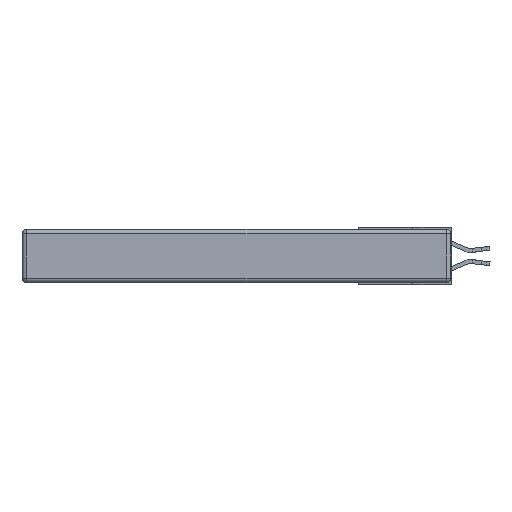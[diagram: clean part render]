
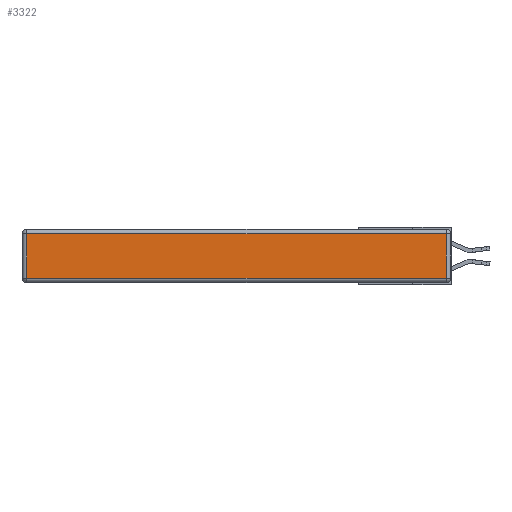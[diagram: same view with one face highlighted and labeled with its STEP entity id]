
A CAD part, left-side view. The second image highlights one B-rep face of the part: STEP entity #3322.
In plain terms, the highlighted planar face has unit normal (-1, 0, 0).
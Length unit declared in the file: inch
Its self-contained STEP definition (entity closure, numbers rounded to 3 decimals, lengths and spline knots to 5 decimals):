
#314 = EDGE_LOOP ( 'NONE', ( #11552, #1942, #460, #13315 ) ) ;
#460 = ORIENTED_EDGE ( 'NONE', *, *, #9743, .T. ) ;
#551 = DIRECTION ( 'NONE',  ( 0., 0., 1. ) ) ;
#1173 = EDGE_CURVE ( 'NONE', #3273, #8661, #14025, .T. ) ;
#1934 = PLANE ( 'NONE',  #15944 ) ;
#1942 = ORIENTED_EDGE ( 'NONE', *, *, #16630, .T. ) ;
#2724 = LINE ( 'NONE', #16411, #12080 ) ;
#2958 = CARTESIAN_POINT ( 'NONE',  ( 0., 2.72, -0.03 ) ) ;
#3273 = VERTEX_POINT ( 'NONE', #14930 ) ;
#3322 = ADVANCED_FACE ( 'NONE', ( #3417 ), #1934, .T. ) ;
#3417 = FACE_OUTER_BOUND ( 'NONE', #314, .T. ) ;
#7004 = CARTESIAN_POINT ( 'NONE',  ( 0., 0.03, -0.313 ) ) ;
#7759 = DIRECTION ( 'NONE',  ( 0., 1., 0. ) ) ;
#7830 = VECTOR ( 'NONE', #17369, 39.37008 ) ;
#8661 = VERTEX_POINT ( 'NONE', #7004 ) ;
#9074 = CARTESIAN_POINT ( 'NONE',  ( 0., 0.03, -0.03 ) ) ;
#9251 = DIRECTION ( 'NONE',  ( 0., 0., 1. ) ) ;
#9743 = EDGE_CURVE ( 'NONE', #17582, #14497, #2724, .T. ) ;
#10614 = CARTESIAN_POINT ( 'NONE',  ( 0., 0., -0.343 ) ) ;
#10707 = DIRECTION ( 'NONE',  ( 0., -1., 0. ) ) ;
#11552 = ORIENTED_EDGE ( 'NONE', *, *, #1173, .T. ) ;
#12080 = VECTOR ( 'NONE', #7759, 39.37008 ) ;
#12633 = VECTOR ( 'NONE', #10707, 39.37008 ) ;
#13109 = LINE ( 'NONE', #14322, #7830 ) ;
#13315 = ORIENTED_EDGE ( 'NONE', *, *, #14140, .T. ) ;
#13668 = CARTESIAN_POINT ( 'NONE',  ( 0., 0.03, -0.343 ) ) ;
#14025 = LINE ( 'NONE', #18004, #12633 ) ;
#14140 = EDGE_CURVE ( 'NONE', #14497, #3273, #13109, .T. ) ;
#14322 = CARTESIAN_POINT ( 'NONE',  ( 0., 2.72, -0.343 ) ) ;
#14497 = VERTEX_POINT ( 'NONE', #2958 ) ;
#14930 = CARTESIAN_POINT ( 'NONE',  ( 0., 2.72, -0.313 ) ) ;
#15788 = VECTOR ( 'NONE', #9251, 39.37008 ) ;
#15944 = AXIS2_PLACEMENT_3D ( 'NONE', #10614, #17907, #551 ) ;
#16411 = CARTESIAN_POINT ( 'NONE',  ( 0., 2.75, -0.03 ) ) ;
#16630 = EDGE_CURVE ( 'NONE', #8661, #17582, #18068, .T. ) ;
#17369 = DIRECTION ( 'NONE',  ( 0., 0., -1. ) ) ;
#17582 = VERTEX_POINT ( 'NONE', #9074 ) ;
#17907 = DIRECTION ( 'NONE',  ( -1., 0., 0. ) ) ;
#18004 = CARTESIAN_POINT ( 'NONE',  ( 0., 0., -0.313 ) ) ;
#18068 = LINE ( 'NONE', #13668, #15788 ) ;
